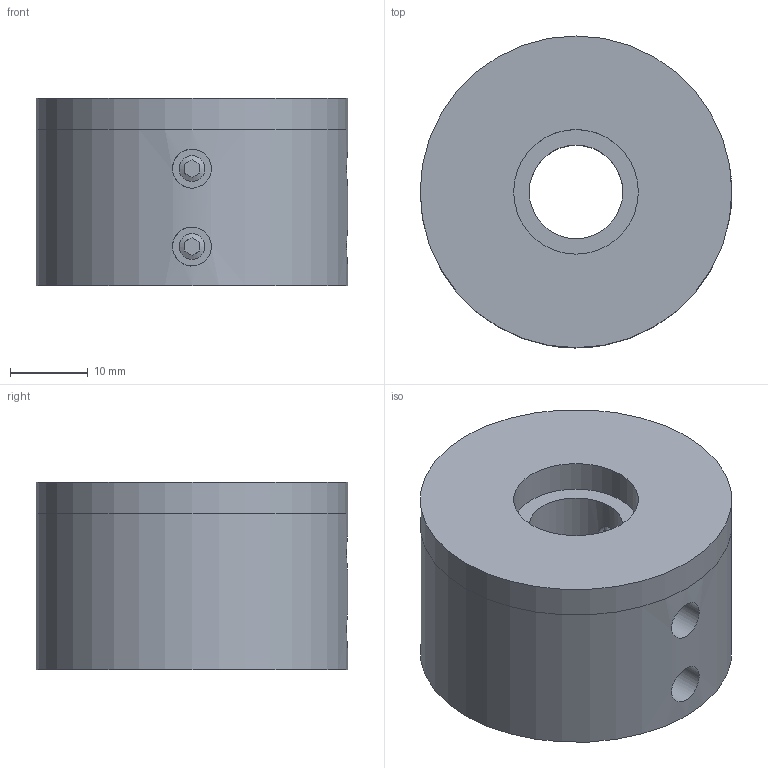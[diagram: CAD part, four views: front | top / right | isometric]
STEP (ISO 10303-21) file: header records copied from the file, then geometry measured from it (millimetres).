
FILE_DESCRIPTION( ( 'STEP AP203' ), '1' );
FILE_NAME( ' ', ' ', ( ' ' ), ( ' ' ), 'PSStep 10.0', ' ', ' ' );
FILE_SCHEMA( ( 'CONFIG_CONTROL_DESIGN' ) );
Length unit declared in the file: millimetre
Products named in the file (7): 1; 2; 3; 4; Assem1; 5; 6
Bounding box: 40 x 40 x 24 mm (x, y, z)
Volume: 26743.3 mm3; surface area: 9613.2 mm2
Topology: 8 solids, 8 shells, 86 faces, 214 edges, 138 vertices
Faces by surface type: plane 50, cylinder 18, cone 18
Full cylindrical faces by diameter (mm): 3.3 x4, 4 x6, 5 x4, 12 x1, 16 x1, 40 x2
Entity records: 2422 total; most frequent: CARTESIAN_POINT 851, DIRECTION 246, ORIENTED_EDGE 216, EDGE_CURVE 108, EDGE_LOOP 104, AXIS2_PLACEMENT_3D 99, VERTEX_POINT 88, FACE_OUTER_BOUND 80
